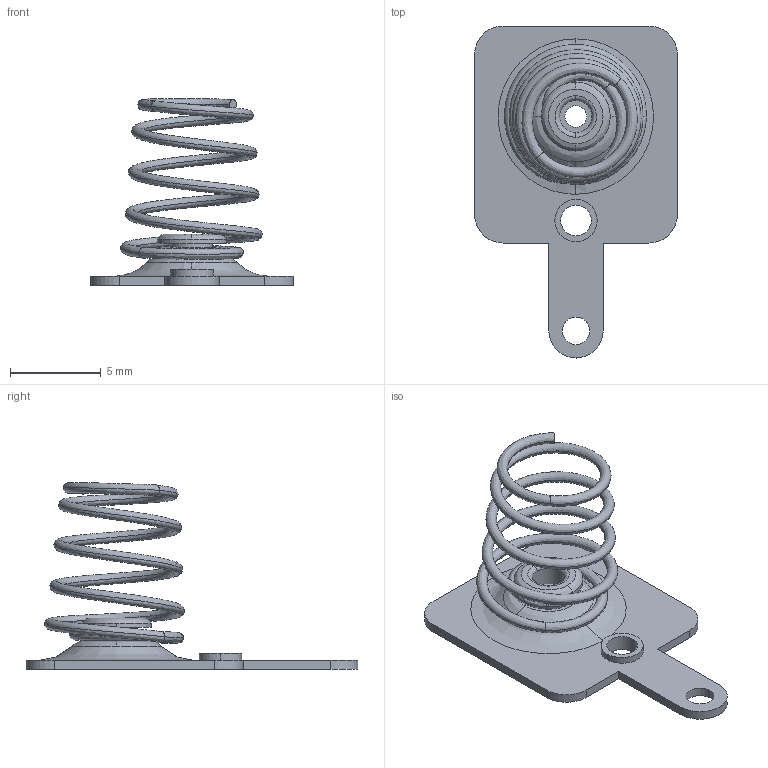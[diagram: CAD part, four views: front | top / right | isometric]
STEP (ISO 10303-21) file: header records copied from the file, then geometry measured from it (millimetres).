
FILE_DESCRIPTION (( 'STEP AP214' ), '1' );
FILE_NAME ('5201.STEP', '2023-02-19T22:26:21', ( '' ), ( '' ), 'SwSTEP 2.0', 'SolidWorks 2022', '' );
FILE_SCHEMA (( 'AUTOMOTIVE_DESIGN' ));
Length unit declared in the file: inch
Products named in the file (4): 5201_2; 5201; 5201_3
Assembly tree (3 placements, depth 2):
  5201
    5201_3
    5201
    5201_2
Bounding box: 11.2 x 18.34 x 10.33 mm (x, y, z)
Volume: 117 mm3; surface area: 607.7 mm2
Topology: 3 solids, 3 shells, 72 faces, 169 edges, 109 vertices
Faces by surface type: bspline 30, cylinder 23, plane 19
Entity records: 4399 total; most frequent: CARTESIAN_POINT 2631, DIRECTION 342, ORIENTED_EDGE 338, EDGE_CURVE 169, AXIS2_PLACEMENT_3D 149, VERTEX_POINT 109, CIRCLE 101, EDGE_LOOP 86
